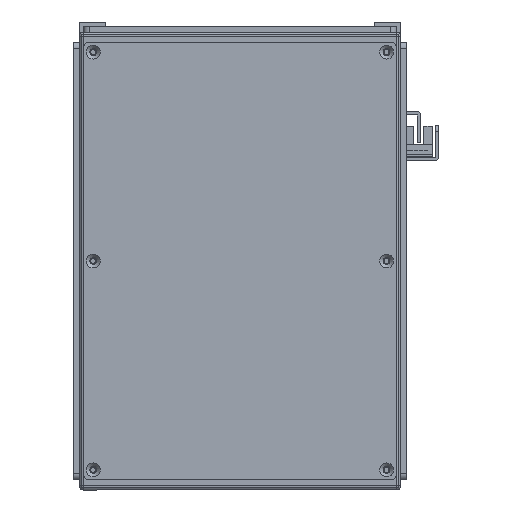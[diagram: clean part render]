
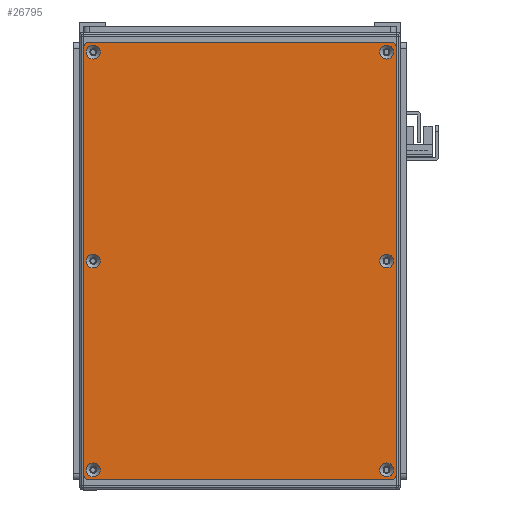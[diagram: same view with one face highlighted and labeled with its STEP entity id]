
A CAD part, front view. The second image highlights one B-rep face of the part: STEP entity #26795.
In plain terms, the highlighted planar face has unit normal (0, -1, 0).
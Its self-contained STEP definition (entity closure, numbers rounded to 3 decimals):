
#1524=FACE_BOUND('',#5894,.T.);
#1525=FACE_BOUND('',#5895,.T.);
#1526=FACE_BOUND('',#5896,.T.);
#1527=FACE_BOUND('',#5897,.T.);
#1528=FACE_BOUND('',#5898,.T.);
#1529=FACE_BOUND('',#5899,.T.);
#2139=PLANE('',#29843);
#4145=FACE_OUTER_BOUND('',#5893,.T.);
#5893=EDGE_LOOP('',(#25181,#25182,#25183,#25184,#25185,#25186,#25187,#25188));
#5894=EDGE_LOOP('',(#25189));
#5895=EDGE_LOOP('',(#25190));
#5896=EDGE_LOOP('',(#25191));
#5897=EDGE_LOOP('',(#25192));
#5898=EDGE_LOOP('',(#25193));
#5899=EDGE_LOOP('',(#25194));
#8105=LINE('',#46948,#10304);
#8106=LINE('',#46952,#10305);
#8107=LINE('',#46956,#10306);
#8108=LINE('',#46959,#10307);
#10304=VECTOR('',#37405,10.);
#10305=VECTOR('',#37408,10.);
#10306=VECTOR('',#37411,10.);
#10307=VECTOR('',#37414,10.);
#11605=CIRCLE('',#29811,3.45);
#11608=CIRCLE('',#29816,3.45);
#11611=CIRCLE('',#29821,3.45);
#11614=CIRCLE('',#29826,3.45);
#11617=CIRCLE('',#29831,3.45);
#11620=CIRCLE('',#29836,3.45);
#11623=CIRCLE('',#29841,3.);
#11625=CIRCLE('',#29844,3.);
#11626=CIRCLE('',#29845,3.);
#11627=CIRCLE('',#29846,3.);
#14078=VERTEX_POINT('',#46878);
#14081=VERTEX_POINT('',#46888);
#14084=VERTEX_POINT('',#46898);
#14087=VERTEX_POINT('',#46908);
#14090=VERTEX_POINT('',#46918);
#14093=VERTEX_POINT('',#46928);
#14096=VERTEX_POINT('',#46938);
#14097=VERTEX_POINT('',#46939);
#14100=VERTEX_POINT('',#46947);
#14101=VERTEX_POINT('',#46949);
#14102=VERTEX_POINT('',#46951);
#14103=VERTEX_POINT('',#46953);
#14104=VERTEX_POINT('',#46955);
#14105=VERTEX_POINT('',#46957);
#17771=EDGE_CURVE('',#14078,#14078,#11605,.T.);
#17776=EDGE_CURVE('',#14081,#14081,#11608,.T.);
#17781=EDGE_CURVE('',#14084,#14084,#11611,.T.);
#17786=EDGE_CURVE('',#14087,#14087,#11614,.T.);
#17791=EDGE_CURVE('',#14090,#14090,#11617,.T.);
#17796=EDGE_CURVE('',#14093,#14093,#11620,.T.);
#17801=EDGE_CURVE('',#14096,#14097,#11623,.T.);
#17805=EDGE_CURVE('',#14096,#14100,#8105,.T.);
#17806=EDGE_CURVE('',#14101,#14100,#11625,.T.);
#17807=EDGE_CURVE('',#14101,#14102,#8106,.T.);
#17808=EDGE_CURVE('',#14103,#14102,#11626,.T.);
#17809=EDGE_CURVE('',#14103,#14104,#8107,.T.);
#17810=EDGE_CURVE('',#14105,#14104,#11627,.T.);
#17811=EDGE_CURVE('',#14105,#14097,#8108,.T.);
#25181=ORIENTED_EDGE('',*,*,#17801,.F.);
#25182=ORIENTED_EDGE('',*,*,#17805,.T.);
#25183=ORIENTED_EDGE('',*,*,#17806,.F.);
#25184=ORIENTED_EDGE('',*,*,#17807,.T.);
#25185=ORIENTED_EDGE('',*,*,#17808,.F.);
#25186=ORIENTED_EDGE('',*,*,#17809,.T.);
#25187=ORIENTED_EDGE('',*,*,#17810,.F.);
#25188=ORIENTED_EDGE('',*,*,#17811,.T.);
#25189=ORIENTED_EDGE('',*,*,#17771,.T.);
#25190=ORIENTED_EDGE('',*,*,#17776,.T.);
#25191=ORIENTED_EDGE('',*,*,#17781,.T.);
#25192=ORIENTED_EDGE('',*,*,#17786,.T.);
#25193=ORIENTED_EDGE('',*,*,#17791,.T.);
#25194=ORIENTED_EDGE('',*,*,#17796,.T.);
#26795=ADVANCED_FACE('',(#4145,#1524,#1525,#1526,#1527,#1528,#1529),#2139,
 .T.);
#29811=AXIS2_PLACEMENT_3D('',#46879,#37325,#37326);
#29816=AXIS2_PLACEMENT_3D('',#46889,#37337,#37338);
#29821=AXIS2_PLACEMENT_3D('',#46899,#37349,#37350);
#29826=AXIS2_PLACEMENT_3D('',#46909,#37361,#37362);
#29831=AXIS2_PLACEMENT_3D('',#46919,#37373,#37374);
#29836=AXIS2_PLACEMENT_3D('',#46929,#37385,#37386);
#29841=AXIS2_PLACEMENT_3D('',#46940,#37397,#37398);
#29843=AXIS2_PLACEMENT_3D('',#46946,#37403,#37404);
#29844=AXIS2_PLACEMENT_3D('',#46950,#37406,#37407);
#29845=AXIS2_PLACEMENT_3D('',#46954,#37409,#37410);
#29846=AXIS2_PLACEMENT_3D('',#46958,#37412,#37413);
#37325=DIRECTION('center_axis',(0.,1.,0.));
#37326=DIRECTION('ref_axis',(1.,0.,0.));
#37337=DIRECTION('center_axis',(0.,1.,0.));
#37338=DIRECTION('ref_axis',(1.,0.,0.));
#37349=DIRECTION('center_axis',(0.,1.,0.));
#37350=DIRECTION('ref_axis',(1.,0.,0.));
#37361=DIRECTION('center_axis',(0.,1.,0.));
#37362=DIRECTION('ref_axis',(1.,0.,0.));
#37373=DIRECTION('center_axis',(0.,1.,0.));
#37374=DIRECTION('ref_axis',(1.,0.,0.));
#37385=DIRECTION('center_axis',(0.,1.,0.));
#37386=DIRECTION('ref_axis',(1.,0.,0.));
#37397=DIRECTION('center_axis',(0.,1.,0.));
#37398=DIRECTION('ref_axis',(-0.707,0.,0.707));
#37403=DIRECTION('center_axis',(0.,-1.,0.));
#37404=DIRECTION('ref_axis',(0.,0.,-1.));
#37405=DIRECTION('',(0.,0.,-1.));
#37406=DIRECTION('center_axis',(0.,1.,0.));
#37407=DIRECTION('ref_axis',(-0.707,0.,-0.707));
#37408=DIRECTION('',(1.,0.,0.));
#37409=DIRECTION('center_axis',(0.,1.,0.));
#37410=DIRECTION('ref_axis',(0.707,0.,-0.707));
#37411=DIRECTION('',(0.,0.,1.));
#37412=DIRECTION('center_axis',(0.,1.,0.));
#37413=DIRECTION('ref_axis',(0.707,0.,0.707));
#37414=DIRECTION('',(-1.,0.,0.));
#46878=CARTESIAN_POINT('',(100.55,-1.5,73.));
#46879=CARTESIAN_POINT('Origin',(104.,-1.5,73.));
#46888=CARTESIAN_POINT('',(-107.45,-1.5,-73.));
#46889=CARTESIAN_POINT('Origin',(-104.,-1.5,-73.));
#46898=CARTESIAN_POINT('',(-3.45,-1.5,73.));
#46899=CARTESIAN_POINT('Origin',(0.,-1.5,73.));
#46908=CARTESIAN_POINT('',(-3.45,-1.5,-73.));
#46909=CARTESIAN_POINT('Origin',(0.,-1.5,-73.));
#46918=CARTESIAN_POINT('',(-107.45,-1.5,73.));
#46919=CARTESIAN_POINT('Origin',(-104.,-1.5,73.));
#46928=CARTESIAN_POINT('',(100.55,-1.5,-73.));
#46929=CARTESIAN_POINT('Origin',(104.,-1.5,-73.));
#46938=CARTESIAN_POINT('',(-109.,-1.5,75.));
#46939=CARTESIAN_POINT('',(-106.,-1.5,78.));
#46940=CARTESIAN_POINT('Origin',(-106.,-1.5,75.));
#46946=CARTESIAN_POINT('Origin',(0.,-1.5,0.));
#46947=CARTESIAN_POINT('',(-109.,-1.5,-75.));
#46948=CARTESIAN_POINT('',(-109.,-1.5,78.));
#46949=CARTESIAN_POINT('',(-106.,-1.5,-78.));
#46950=CARTESIAN_POINT('Origin',(-106.,-1.5,-75.));
#46951=CARTESIAN_POINT('',(106.,-1.5,-78.));
#46952=CARTESIAN_POINT('',(-109.,-1.5,-78.));
#46953=CARTESIAN_POINT('',(109.,-1.5,-75.));
#46954=CARTESIAN_POINT('Origin',(106.,-1.5,-75.));
#46955=CARTESIAN_POINT('',(109.,-1.5,75.));
#46956=CARTESIAN_POINT('',(109.,-1.5,-78.));
#46957=CARTESIAN_POINT('',(106.,-1.5,78.));
#46958=CARTESIAN_POINT('Origin',(106.,-1.5,75.));
#46959=CARTESIAN_POINT('',(109.,-1.5,78.));
